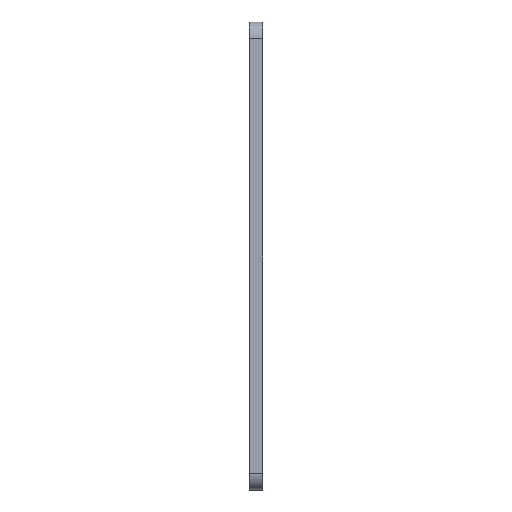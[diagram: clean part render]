
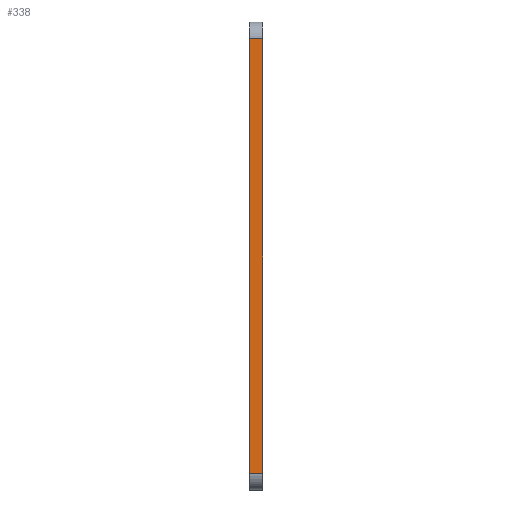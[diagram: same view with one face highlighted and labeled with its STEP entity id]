
A CAD part, left-side view. The second image highlights one B-rep face of the part: STEP entity #338.
In plain terms, the highlighted planar face has unit normal (-1, 0, 0).
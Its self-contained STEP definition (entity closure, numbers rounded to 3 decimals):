
#52 = CARTESIAN_POINT ( 'NONE',  ( -69.5, 4., 64.5 ) ) ;
#57 = VECTOR ( 'NONE', #551, 1000. ) ;
#63 = VERTEX_POINT ( 'NONE', #920 ) ;
#65 = ORIENTED_EDGE ( 'NONE', *, *, #733, .T. ) ;
#69 = CARTESIAN_POINT ( 'NONE',  ( -69.5, 0., 64.5 ) ) ;
#117 = LINE ( 'NONE', #144, #310 ) ;
#144 = CARTESIAN_POINT ( 'NONE',  ( -69.5, 4., 69.5 ) ) ;
#160 = DIRECTION ( 'NONE',  ( 0., 0., -1. ) ) ;
#164 = CARTESIAN_POINT ( 'NONE',  ( -69.5, 0., -64.5 ) ) ;
#168 = CARTESIAN_POINT ( 'NONE',  ( -69.5, 4., 69.5 ) ) ;
#179 = LINE ( 'NONE', #924, #334 ) ;
#231 = ORIENTED_EDGE ( 'NONE', *, *, #856, .F. ) ;
#256 = CARTESIAN_POINT ( 'NONE',  ( -69.5, 4., -64.5 ) ) ;
#268 = AXIS2_PLACEMENT_3D ( 'NONE', #168, #512, #160 ) ;
#307 = ORIENTED_EDGE ( 'NONE', *, *, #809, .T. ) ;
#310 = VECTOR ( 'NONE', #717, 1000. ) ;
#334 = VECTOR ( 'NONE', #921, 1000. ) ;
#338 = ADVANCED_FACE ( 'NONE', ( #808 ), #429, .F. ) ;
#374 = VERTEX_POINT ( 'NONE', #69 ) ;
#395 = VERTEX_POINT ( 'NONE', #164 ) ;
#429 = PLANE ( 'NONE',  #268 ) ;
#446 = LINE ( 'NONE', #256, #57 ) ;
#512 = DIRECTION ( 'NONE',  ( 1., 0., 0. ) ) ;
#514 = VECTOR ( 'NONE', #558, 1000. ) ;
#551 = DIRECTION ( 'NONE',  ( 0., -1., 0. ) ) ;
#558 = DIRECTION ( 'NONE',  ( 0., 1., 0. ) ) ;
#693 = EDGE_LOOP ( 'NONE', ( #231, #65, #722, #307 ) ) ;
#717 = DIRECTION ( 'NONE',  ( 0., 0., 1. ) ) ;
#722 = ORIENTED_EDGE ( 'NONE', *, *, #792, .T. ) ;
#733 = EDGE_CURVE ( 'NONE', #63, #395, #446, .T. ) ;
#765 = LINE ( 'NONE', #52, #514 ) ;
#792 = EDGE_CURVE ( 'NONE', #395, #374, #179, .T. ) ;
#808 = FACE_OUTER_BOUND ( 'NONE', #693, .T. ) ;
#809 = EDGE_CURVE ( 'NONE', #374, #925, #765, .T. ) ;
#856 = EDGE_CURVE ( 'NONE', #63, #925, #117, .T. ) ;
#879 = CARTESIAN_POINT ( 'NONE',  ( -69.5, 4., 64.5 ) ) ;
#920 = CARTESIAN_POINT ( 'NONE',  ( -69.5, 4., -64.5 ) ) ;
#921 = DIRECTION ( 'NONE',  ( 0., 0., 1. ) ) ;
#924 = CARTESIAN_POINT ( 'NONE',  ( -69.5, 0., 69.5 ) ) ;
#925 = VERTEX_POINT ( 'NONE', #879 ) ;
